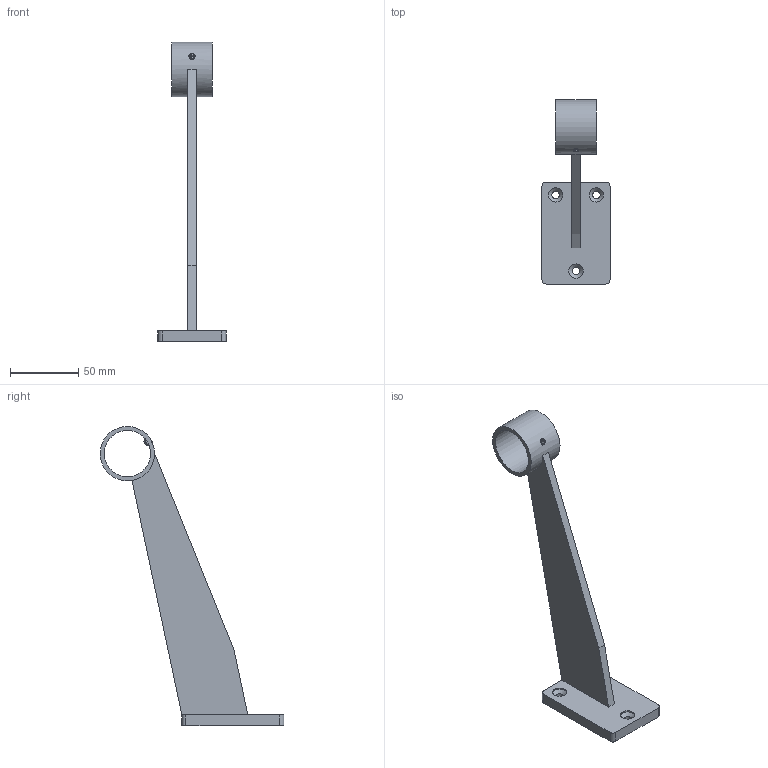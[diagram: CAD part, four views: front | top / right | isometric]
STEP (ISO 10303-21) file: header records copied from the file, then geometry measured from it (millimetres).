
FILE_DESCRIPTION (( 'STEP AP203' ), '1' );
FILE_NAME ('70022-240.STEP', '2024-01-08T12:52:33', ( '' ), ( '' ), 'SwSTEP 2.0', 'SolidWorks 2018', '' );
FILE_SCHEMA (( 'CONFIG_CONTROL_DESIGN' ));
Length unit declared in the file: millimetre
Products named in the file (3): 70022-240; 70022-240 Teil1_70022-240 Teil1; DIN913_DIN 913 M5x5
Assembly tree (2 placements, depth 2):
  70022-240
    70022-240 Teil1_70022-240 Teil1
    DIN913_DIN 913 M5x5
Bounding box: 50 x 135 x 220 mm (x, y, z)
Volume: 81532.5 mm3; surface area: 33433.3 mm2
Topology: 2 solids, 2 shells, 259 faces, 674 edges, 444 vertices
Faces by surface type: plane 146, bspline 93, cylinder 14, cone 6
Full cylindrical faces by diameter (mm): 4.2 x1, 5 x1, 5.5 x3, 10.5 x3, 34.1 x1, 40 x1
Entity records: 13683 total; most frequent: CARTESIAN_POINT 7697, ORIENTED_EDGE 1312, DIRECTION 846, EDGE_CURVE 656, VERTEX_POINT 442, VECTOR 432, LINE 432, EDGE_LOOP 310
